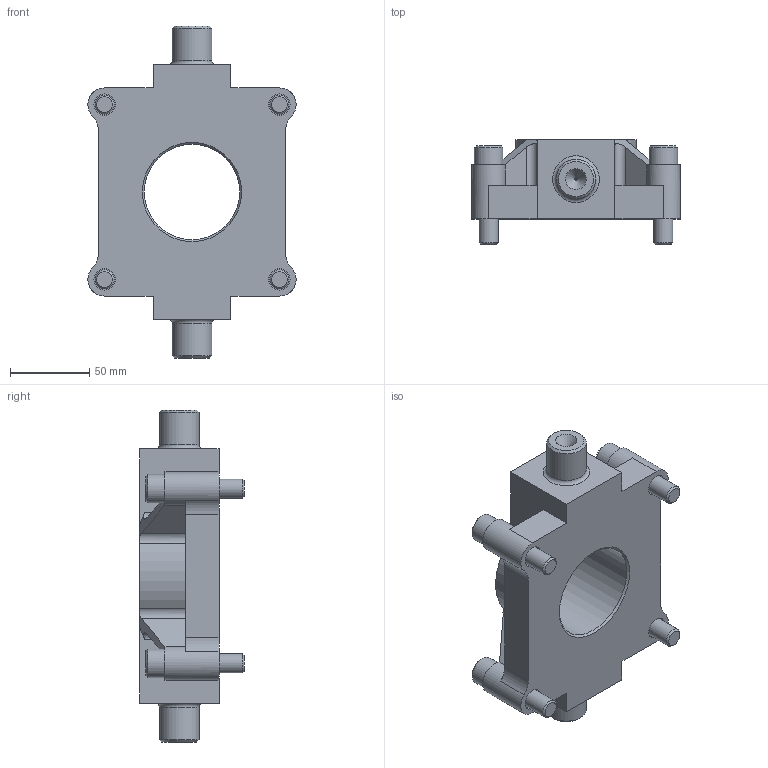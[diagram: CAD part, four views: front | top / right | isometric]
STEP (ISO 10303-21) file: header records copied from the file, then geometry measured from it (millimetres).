
FILE_DESCRIPTION(/* description */ ('STEP AP214'),/* implementation_level */ '2;1');
FILE_NAME(/* name */ '174417_ZNCF-125',/* time_stamp */ '2024-09-10T11:52:56+02:00',/* author */ ('License CC BY-ND 4.0'),/* organization */ ('CADENAS'),/* preprocessor_version */ 'ST-DEVELOPER v19.3',/* originating_system */ 'PARTsolutions',/* authorisation */ ' ');
FILE_SCHEMA (('AUTOMOTIVE_DESIGN {1 0 10303 214 3 1 1}'));
Length unit declared in the file: millimetre
Products named in the file (3): 174417 ZNCF-125; 174417 ZNCF-125---(F); DIN-912 - M12x50(F)
Assembly tree (5 placements, depth 2):
  174417 ZNCF-125
    174417 ZNCF-125---(F)
    DIN-912 - M12x50(F)  x4
Bounding box: 130.95 x 66 x 208.96 mm (x, y, z)
Volume: 555825.4 mm3; surface area: 89525.2 mm2
Topology: 5 solids, 5 shells, 189 faces, 426 edges, 253 vertices
Faces by surface type: plane 98, cone 50, cylinder 37, torus 2, sphere 2
Full cylindrical faces by diameter (mm): 12 x4, 13.5 x4, 18 x4, 25 x2, 60 x1
Entity records: 3124 total; most frequent: DIRECTION 552, CARTESIAN_POINT 540, ORIENTED_EDGE 472, EDGE_CURVE 236, AXIS2_PLACEMENT_3D 211, VERTEX_POINT 163, FACE_BOUND 143, EDGE_LOOP 142
